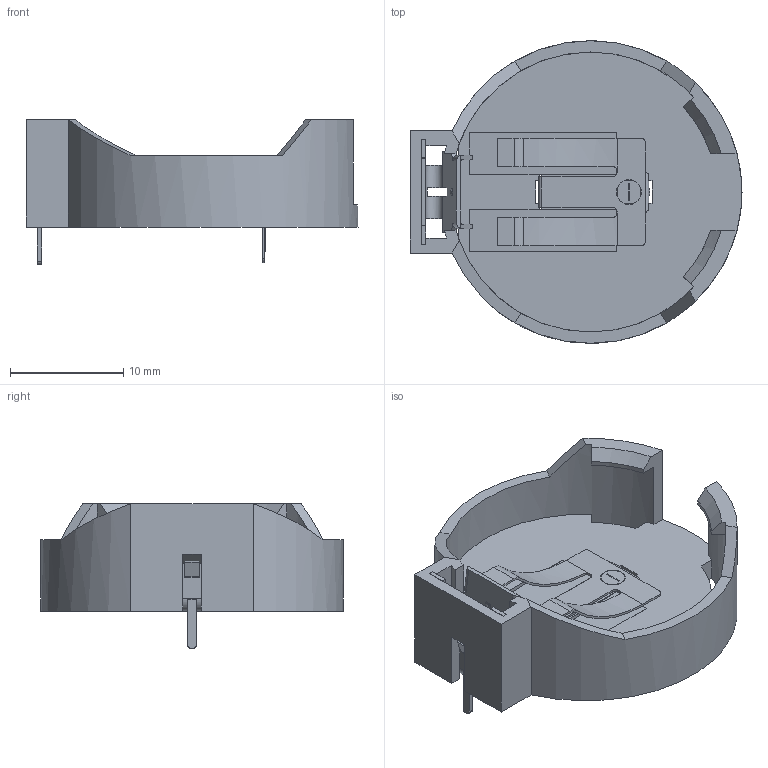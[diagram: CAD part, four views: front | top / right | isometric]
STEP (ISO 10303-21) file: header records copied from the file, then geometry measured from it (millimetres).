
FILE_DESCRIPTION(/* description */ ('Unknown'),/* implementation_level */ '2;1');
FILE_NAME(/* name */ 'A_Wurth_WA-BCPH_79578211',/* time_stamp */ '2026-01-07T15:09:58+08:00',/* author */ ('Unknown'),/* organization */ ('Unknown'),/* preprocessor_version */ 'ST-DEVELOPER v19.4',/* originating_system */ 'Solid Edge',/* authorisation */ 'Unknown');
FILE_SCHEMA (('AUTOMOTIVE_DESIGN {1 0 10303 214 3 1 1}'));
Length unit declared in the file: millimetre
Products named in the file (2): A_Wurth_WA-BCPH_79578211
Assembly tree (1 placements, depth 2):
  A_Wurth_WA-BCPH_79578211
    A_Wurth_WA-BCPH_79578211
Bounding box: 29.34 x 26.75 x 12.8 mm (x, y, z)
Volume: 1656.4 mm3; surface area: 3050.9 mm2
Topology: 3 solids, 3 shells, 249 faces, 696 edges, 454 vertices
Faces by surface type: plane 172, cylinder 65, torus 8, bspline 2, cone 2
Full cylindrical faces by diameter (mm): 2.1 x1, 2.2 x1
Entity records: 8087 total; most frequent: CARTESIAN_POINT 1507, ORIENTED_EDGE 1388, DIRECTION 1330, EDGE_CURVE 694, LINE 512, VECTOR 512, VERTEX_POINT 454, AXIS2_PLACEMENT_3D 409
